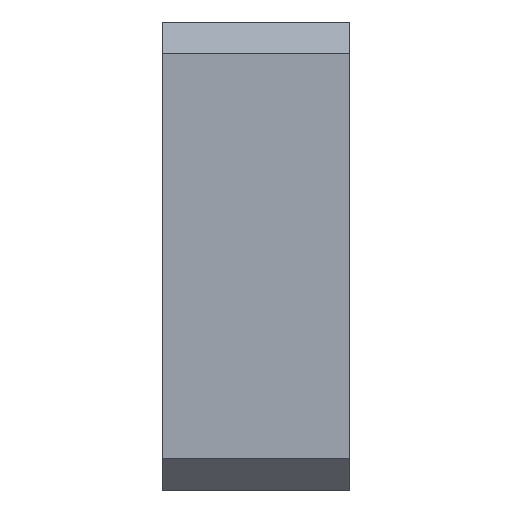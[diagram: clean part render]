
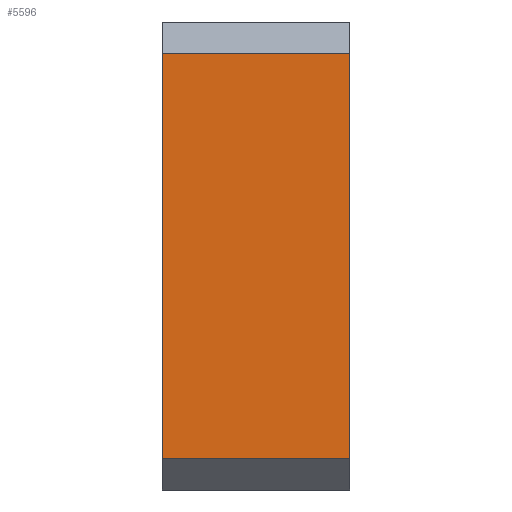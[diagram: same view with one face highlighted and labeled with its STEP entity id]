
A CAD part, left-side view. The second image highlights one B-rep face of the part: STEP entity #5596.
In plain terms, the highlighted planar face has unit normal (-1, 0, 0).
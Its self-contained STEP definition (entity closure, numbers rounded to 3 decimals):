
#644=FACE_OUTER_BOUND($,#963,.T.);
#963=EDGE_LOOP($,(#5015,#5016,#5017,#5018));
#1281=LINE($,#7723,#1862);
#1523=LINE($,#9878,#2104);
#1541=LINE($,#9936,#2122);
#1545=LINE($,#9944,#2126);
#1862=VECTOR($,#6313,13.);
#2104=VECTOR($,#6733,13.);
#2122=VECTOR($,#6801,6.);
#2126=VECTOR($,#6813,6.);
#2411=VERTEX_POINT($,#7719);
#2413=VERTEX_POINT($,#7722);
#2639=VERTEX_POINT($,#9875);
#2640=VERTEX_POINT($,#9877);
#3027=EDGE_CURVE($,#2411,#2413,#1281,.T.);
#3414=EDGE_CURVE($,#2639,#2640,#1523,.T.);
#3441=EDGE_CURVE($,#2640,#2411,#1541,.T.);
#3445=EDGE_CURVE($,#2413,#2639,#1545,.T.);
#5015=ORIENTED_EDGE($,*,*,#3441,.F.);
#5016=ORIENTED_EDGE($,*,*,#3414,.F.);
#5017=ORIENTED_EDGE($,*,*,#3445,.F.);
#5018=ORIENTED_EDGE($,*,*,#3027,.F.);
#5207=PLANE($,#5811);
#5596=ADVANCED_FACE($,(#644),#5207,.T.);
#5811=AXIS2_PLACEMENT_3D($,#9946,#6816,#6817);
#6313=DIRECTION($,(0.,0.,1.));
#6733=DIRECTION($,(0.,0.,-1.));
#6801=DIRECTION($,(0.,1.,0.));
#6813=DIRECTION($,(0.,-1.,0.));
#6816=DIRECTION('center_axis',(-1.,0.,0.));
#6817=DIRECTION('ref_axis',(0.,0.,1.));
#7719=CARTESIAN_POINT('',(-20.,3.,-6.5));
#7722=CARTESIAN_POINT('',(-20.,3.,6.5));
#7723=CARTESIAN_POINT($,(-20.,3.,7.5));
#9875=CARTESIAN_POINT('',(-20.,-3.,6.5));
#9877=CARTESIAN_POINT('',(-20.,-3.,-6.5));
#9878=CARTESIAN_POINT($,(-20.,-3.,7.5));
#9936=CARTESIAN_POINT($,(-20.,0.,-6.5));
#9944=CARTESIAN_POINT($,(-20.,0.,6.5));
#9946=CARTESIAN_POINT('Origin',(-20.,0.,-7.5));
